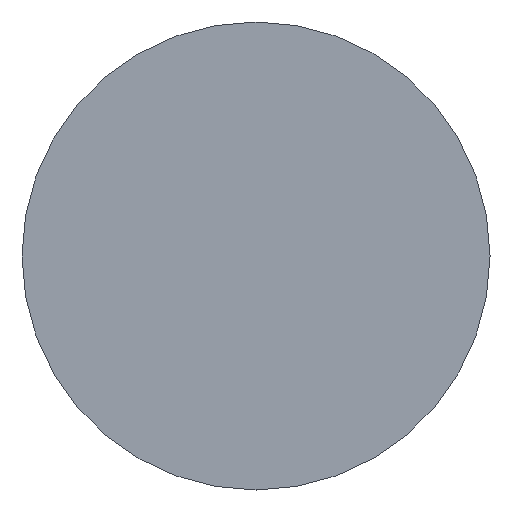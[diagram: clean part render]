
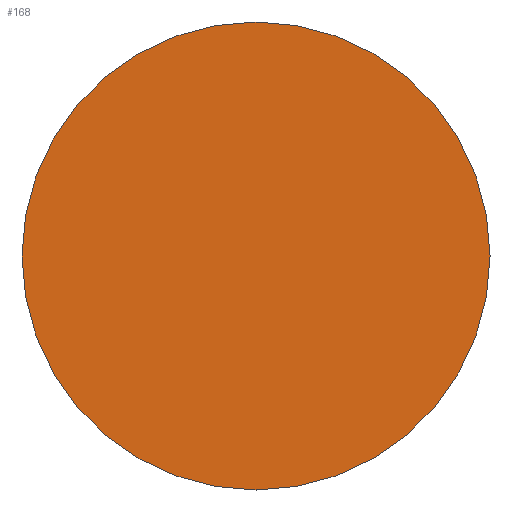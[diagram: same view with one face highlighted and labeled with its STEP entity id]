
A CAD part, front view. The second image highlights one B-rep face of the part: STEP entity #168.
In plain terms, the highlighted planar face has unit normal (0, -1, 0).
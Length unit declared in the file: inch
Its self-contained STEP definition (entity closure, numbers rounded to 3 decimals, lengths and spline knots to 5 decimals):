
#5 = EDGE_CURVE ( 'NONE', #270, #14, #249, .T. ) ;
#14 = VERTEX_POINT ( 'NONE', #103 ) ;
#38 = CARTESIAN_POINT ( 'NONE',  ( 0., 0., 0. ) ) ;
#55 = CARTESIAN_POINT ( 'NONE',  ( 0., 0., 0. ) ) ;
#63 = DIRECTION ( 'NONE',  ( 0., -1., 0. ) ) ;
#78 = CIRCLE ( 'NONE', #191, 0.625 ) ;
#103 = CARTESIAN_POINT ( 'NONE',  ( 0., 0., 0.625 ) ) ;
#127 = DIRECTION ( 'NONE',  ( 0., 0., -1. ) ) ;
#138 = CARTESIAN_POINT ( 'NONE',  ( 0., 0., -0.625 ) ) ;
#148 = DIRECTION ( 'NONE',  ( 0., -1., 0. ) ) ;
#149 = AXIS2_PLACEMENT_3D ( 'NONE', #55, #148, #127 ) ;
#152 = DIRECTION ( 'NONE',  ( 0., -1., 0. ) ) ;
#155 = DIRECTION ( 'NONE',  ( 0., 0., -1. ) ) ;
#161 = AXIS2_PLACEMENT_3D ( 'NONE', #230, #152, #181 ) ;
#168 = ADVANCED_FACE ( 'NONE', ( #282 ), #175, .T. ) ;
#175 = PLANE ( 'NONE',  #161 ) ;
#181 = DIRECTION ( 'NONE',  ( 0., 0., -1. ) ) ;
#191 = AXIS2_PLACEMENT_3D ( 'NONE', #38, #63, #155 ) ;
#198 = EDGE_CURVE ( 'NONE', #14, #270, #78, .T. ) ;
#203 = EDGE_LOOP ( 'NONE', ( #247, #273 ) ) ;
#230 = CARTESIAN_POINT ( 'NONE',  ( 0., 0., 0. ) ) ;
#247 = ORIENTED_EDGE ( 'NONE', *, *, #5, .T. ) ;
#249 = CIRCLE ( 'NONE', #149, 0.625 ) ;
#270 = VERTEX_POINT ( 'NONE', #138 ) ;
#273 = ORIENTED_EDGE ( 'NONE', *, *, #198, .T. ) ;
#282 = FACE_OUTER_BOUND ( 'NONE', #203, .T. ) ;
